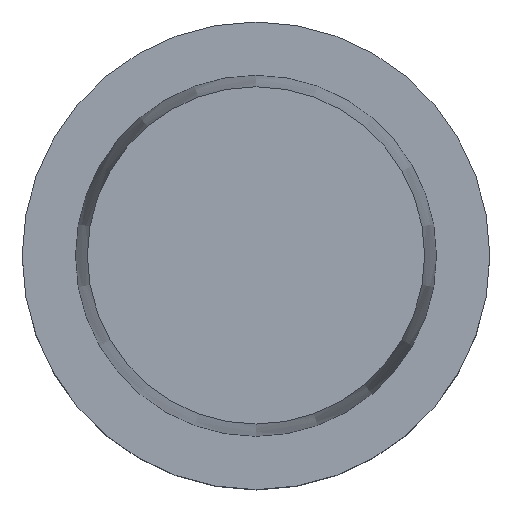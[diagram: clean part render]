
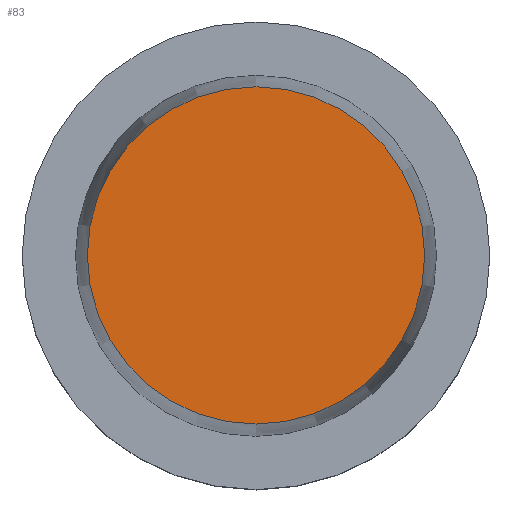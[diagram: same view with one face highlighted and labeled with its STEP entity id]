
A CAD part, top view. The second image highlights one B-rep face of the part: STEP entity #83.
In plain terms, the highlighted planar face has unit normal (0, 0, 1).
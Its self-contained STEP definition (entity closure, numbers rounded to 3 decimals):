
#83=ADVANCED_FACE('',(#119),#120,.T.);
#119=FACE_OUTER_BOUND('',#177,.T.);
#120=PLANE('',#178);
#177=EDGE_LOOP('',(#251));
#178=AXIS2_PLACEMENT_3D('',#252,#253,#254);
#251=ORIENTED_EDGE('',*,*,#318,.F.);
#252=CARTESIAN_POINT('',(0.,11.357,32.0));
#253=DIRECTION('',(0.,0.,1.0));
#254=DIRECTION('',(0.,-1.0,0.));
#318=EDGE_CURVE('',#345,#345,#346,.T.);
#345=VERTEX_POINT('',#383);
#346=CIRCLE('',#384,22.715);
#383=CARTESIAN_POINT('',(0.,22.715,32.0));
#384=AXIS2_PLACEMENT_3D('',#429,#430,#431);
#429=CARTESIAN_POINT('',(0.,0.,32.0));
#430=DIRECTION('',(0.,0.,-1.0));
#431=DIRECTION('',(0.,1.0,0.));
